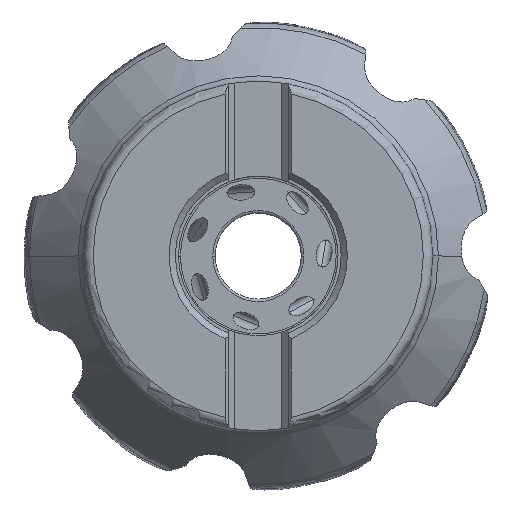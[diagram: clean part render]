
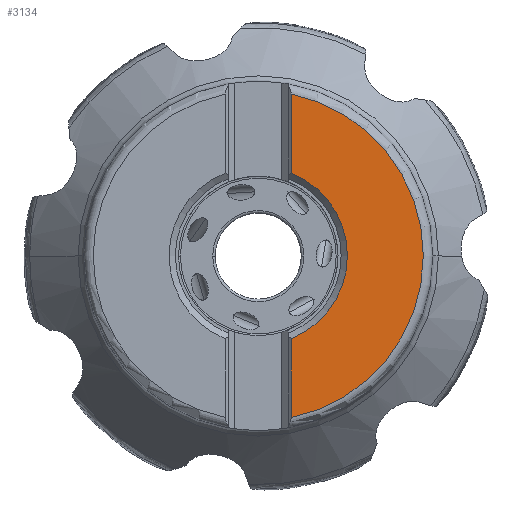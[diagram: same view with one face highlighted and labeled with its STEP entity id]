
A CAD part, top view. The second image highlights one B-rep face of the part: STEP entity #3134.
In plain terms, the highlighted planar face has unit normal (0, 0, 1).
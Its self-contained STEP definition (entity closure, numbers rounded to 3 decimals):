
#497=LINE('',#32291,#1060);
#498=LINE('',#32310,#1061);
#1060=VECTOR('',#19173,1.);
#1061=VECTOR('',#19182,1.);
#2256=FACE_OUTER_BOUND('',#4357,.T.);
#3134=ADVANCED_FACE('',(#2256),#3915,.T.);
#3915=PLANE('',#16961);
#4357=EDGE_LOOP('',(#7390,#7391,#7392,#7393,#7394));
#7390=ORIENTED_EDGE('',*,*,#13751,.F.);
#7391=ORIENTED_EDGE('',*,*,#13748,.T.);
#7392=ORIENTED_EDGE('',*,*,#13746,.F.);
#7393=ORIENTED_EDGE('',*,*,#13745,.F.);
#7394=ORIENTED_EDGE('',*,*,#13753,.F.);
#11881=VERTEX_POINT('',#32275);
#11882=VERTEX_POINT('',#32277);
#11883=VERTEX_POINT('',#32279);
#11884=VERTEX_POINT('',#32292);
#11885=VERTEX_POINT('',#32302);
#13745=EDGE_CURVE('',#11881,#11882,#15738,.T.);
#13746=EDGE_CURVE('',#11882,#11883,#15739,.T.);
#13748=EDGE_CURVE('',#11884,#11883,#497,.T.);
#13751=EDGE_CURVE('',#11884,#11885,#15741,.T.);
#13753=EDGE_CURVE('',#11885,#11881,#498,.T.);
#15738=CIRCLE('',#16953,26.282);
#15739=CIRCLE('',#16954,26.282);
#15741=CIRCLE('',#16958,14.2);
#16953=AXIS2_PLACEMENT_3D('',#32276,#19167,#19168);
#16954=AXIS2_PLACEMENT_3D('',#32278,#19169,#19170);
#16958=AXIS2_PLACEMENT_3D('',#32301,#19178,#19179);
#16961=AXIS2_PLACEMENT_3D('',#32312,#19185,#19186);
#19167=DIRECTION('',(0.,0.,-1.));
#19168=DIRECTION('',(0.2,0.98,0.));
#19169=DIRECTION('',(0.,0.,-1.));
#19170=DIRECTION('',(1.,-0.001,0.));
#19173=DIRECTION('',(0.,-1.,0.));
#19178=DIRECTION('',(0.,0.,1.));
#19179=DIRECTION('',(0.371,-0.929,0.));
#19182=DIRECTION('',(0.,1.,0.));
#19185=DIRECTION('',(0.,0.,1.));
#19186=DIRECTION('',(-1.,0.,0.));
#32275=CARTESIAN_POINT('',(5.262,25.749,0.));
#32276=CARTESIAN_POINT('',(0.,0.,0.));
#32277=CARTESIAN_POINT('',(26.281,-0.021,0.));
#32278=CARTESIAN_POINT('',(0.,0.,0.));
#32279=CARTESIAN_POINT('',(5.262,-25.749,0.));
#32291=CARTESIAN_POINT('',(5.262,-13.189,0.));
#32292=CARTESIAN_POINT('',(5.263,-13.189,0.));
#32301=CARTESIAN_POINT('',(0.,0.,0.));
#32302=CARTESIAN_POINT('',(5.263,13.189,0.));
#32310=CARTESIAN_POINT('',(5.263,13.189,0.));
#32312=CARTESIAN_POINT('',(15.772,0.,0.));
